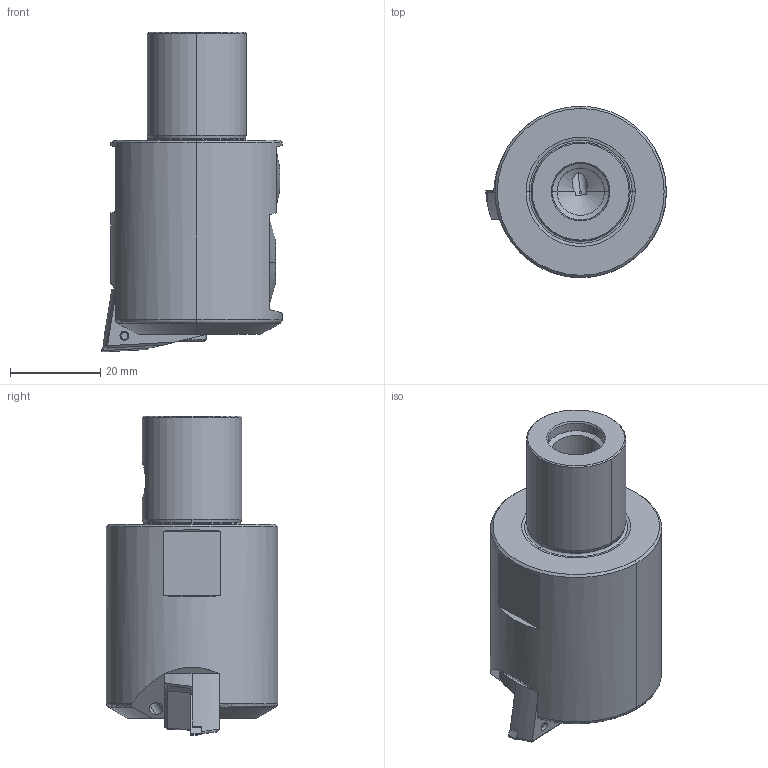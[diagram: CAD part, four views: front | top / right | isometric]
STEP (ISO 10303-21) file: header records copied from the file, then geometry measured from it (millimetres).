
FILE_DESCRIPTION(('no description'),'unknown implementation level');
FILE_NAME('E9316468-F616-4399-BB96-3F3A6ED74A8D_export.stp',' ',('CIMSOURCE GmbH'),('CADClick - KiM GmbH - www.kimweb.de'),'unknown preprocess','ACIS','unknown authorization');
FILE_SCHEMA(('automotive_design'));
Length unit declared in the file: millimetre
Products named in the file (7): 309.401 Kaiser EWB 41 UP x CK4|690.176 Kaiser ETL M4x9.5;Schnitt-Rotation1; 309.401 Kaiser EWB 41 UP x CK4|309.430 Kaiser Werkzeugk�rper zu EWB 41 UP;<N144.17 CKS4 Zapfen>-<K�rper-Verschieben/Kopieren2>; 309.401 Kaiser EWB 41 UP x CK4|627.141 Kaiser WPH EWB 41 UP|694.122 Kaiser ETL M2.5x6.5 T7 IP 10S_309.301;Kreismuster1; 309.401 Kaiser EWB 41 UP x CK4|627.141 Kaiser WPH EWB 41 UP|655.383 Kaiser TCGT 110204 K10C;Kombinieren1; 309.401 Kaiser EWB 41 UP x CK4|627.141 Kaiser WPH EWB 41 UP|627.141 Kaiser WPH EWB 41 UP-2;Schnitt-Linear austragen15; 309.401 Kaiser EWB 41 UP x CK4|627.141 Kaiser WPH EWB 41 UP|627.141 Kaiser WPH EWB 41 UP-1;<N016.05 (TC 1102) PLS rechts Freistellung neutral>-<<655.321>-<Kombinieren1>>; 309.401 Kaiser EWB 41 UP x CK4|627.141 Kaiser WPH EWB 41 UP|627.141 Kaiser WPH EWB 41 UP;<N016.05 (TC 1102) PLS rechts Freistellung neutral>-<<0640.021>-<Kombinieren1>>
Bounding box: 40.06 x 38 x 70.9 mm (x, y, z)
Volume: 52991.4 mm3; surface area: 13634 mm2
Topology: 7 solids, 7 shells, 408 faces, 1026 edges, 650 vertices
Faces by surface type: plane 195, cylinder 79, cone 74, bspline 41, torus 19
Entity records: 26852 total; most frequent: CARTESIAN_POINT 5455, STYLED_ITEM 2085, PRESENTATION_STYLE_ASSIGNMENT 2085, COLOUR_RGB 2085, ORIENTED_EDGE 2040, DIRECTION 1923, EDGE_CURVE 1020, CURVE_STYLE 1020
